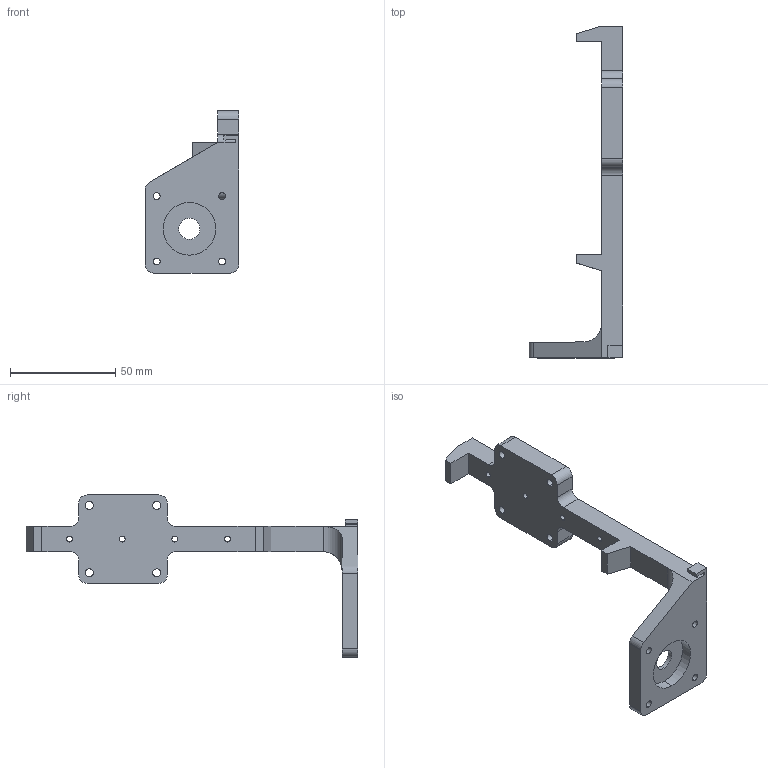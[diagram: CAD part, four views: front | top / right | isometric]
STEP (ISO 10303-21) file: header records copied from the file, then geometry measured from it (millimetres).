
FILE_DESCRIPTION (( 'STEP AP214' ), '1' );
FILE_NAME ('PW_V2.1_Bracket.STEP', '2021-10-06T21:07:33', ( '' ), ( '' ), 'SwSTEP 2.0', 'SolidWorks 2021', '' );
FILE_SCHEMA (( 'AUTOMOTIVE_DESIGN' ));
Length unit declared in the file: millimetre
Products named in the file (1): PW_V2.1_Bracket
Bounding box: 44.5 x 157.5 x 77 mm (x, y, z)
Volume: 46976 mm3; surface area: 18032.1 mm2
Topology: 1 solids, 1 shells, 86 faces, 235 edges, 156 vertices
Faces by surface type: cylinder 49, plane 37
Entity records: 2844 total; most frequent: DIRECTION 502, CARTESIAN_POINT 484, ORIENTED_EDGE 470, EDGE_CURVE 235, AXIS2_PLACEMENT_3D 182, VERTEX_POINT 156, LINE 138, VECTOR 138
